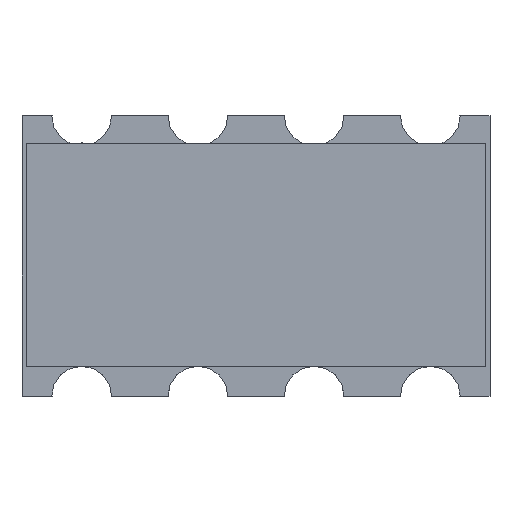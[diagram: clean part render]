
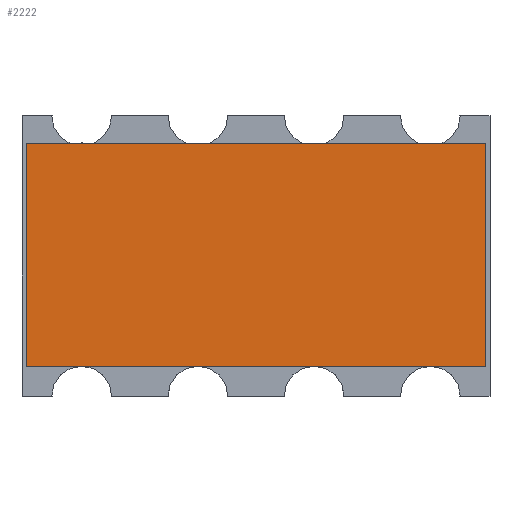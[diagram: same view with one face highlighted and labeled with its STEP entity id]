
A CAD part, top view. The second image highlights one B-rep face of the part: STEP entity #2222.
In plain terms, the highlighted planar face has unit normal (0, 0, 1).
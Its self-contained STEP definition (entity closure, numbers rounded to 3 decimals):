
#70 = DIRECTION ( 'NONE',  ( 0., 0., 1. ) ) ;
#122 = VERTEX_POINT ( 'NONE', #3263 ) ;
#237 = LINE ( 'NONE', #3366, #3133 ) ;
#306 = EDGE_CURVE ( 'NONE', #122, #481, #2462, .T. ) ;
#481 = VERTEX_POINT ( 'NONE', #1101 ) ;
#548 = ORIENTED_EDGE ( 'NONE', *, *, #619, .F. ) ;
#619 = EDGE_CURVE ( 'NONE', #481, #1746, #2085, .T. ) ;
#659 = LINE ( 'NONE', #1506, #2185 ) ;
#690 = PLANE ( 'NONE',  #1773 ) ;
#699 = VECTOR ( 'NONE', #3218, 1000. ) ;
#789 = DIRECTION ( 'NONE',  ( -1., 0., 0. ) ) ;
#951 = CARTESIAN_POINT ( 'NONE',  ( 1.581, -0.768, 0.5 ) ) ;
#1045 = VECTOR ( 'NONE', #2758, 1000. ) ;
#1101 = CARTESIAN_POINT ( 'NONE',  ( -1.581, 0.768, 0.5 ) ) ;
#1506 = CARTESIAN_POINT ( 'NONE',  ( 1.581, 0.768, 0.5 ) ) ;
#1746 = VERTEX_POINT ( 'NONE', #1809 ) ;
#1755 = EDGE_CURVE ( 'NONE', #1746, #2228, #659, .T. ) ;
#1773 = AXIS2_PLACEMENT_3D ( 'NONE', #3498, #70, #2404 ) ;
#1809 = CARTESIAN_POINT ( 'NONE',  ( 1.581, 0.768, 0.5 ) ) ;
#1819 = ORIENTED_EDGE ( 'NONE', *, *, #3277, .F. ) ;
#2085 = LINE ( 'NONE', #2943, #699 ) ;
#2185 = VECTOR ( 'NONE', #2669, 1000. ) ;
#2222 = ADVANCED_FACE ( 'NONE', ( #3232 ), #690, .T. ) ;
#2228 = VERTEX_POINT ( 'NONE', #951 ) ;
#2404 = DIRECTION ( 'NONE',  ( 1., 0., 0. ) ) ;
#2462 = LINE ( 'NONE', #3057, #1045 ) ;
#2511 = ORIENTED_EDGE ( 'NONE', *, *, #306, .F. ) ;
#2669 = DIRECTION ( 'NONE',  ( 0., -1., 0. ) ) ;
#2758 = DIRECTION ( 'NONE',  ( 0., 1., 0. ) ) ;
#2943 = CARTESIAN_POINT ( 'NONE',  ( -1.581, 0.768, 0.5 ) ) ;
#3057 = CARTESIAN_POINT ( 'NONE',  ( -1.581, -0.768, 0.5 ) ) ;
#3084 = EDGE_LOOP ( 'NONE', ( #3429, #548, #2511, #1819 ) ) ;
#3133 = VECTOR ( 'NONE', #789, 1000. ) ;
#3218 = DIRECTION ( 'NONE',  ( 1., 0., 0. ) ) ;
#3232 = FACE_OUTER_BOUND ( 'NONE', #3084, .T. ) ;
#3263 = CARTESIAN_POINT ( 'NONE',  ( -1.581, -0.768, 0.5 ) ) ;
#3277 = EDGE_CURVE ( 'NONE', #2228, #122, #237, .T. ) ;
#3366 = CARTESIAN_POINT ( 'NONE',  ( 1.581, -0.768, 0.5 ) ) ;
#3429 = ORIENTED_EDGE ( 'NONE', *, *, #1755, .F. ) ;
#3498 = CARTESIAN_POINT ( 'NONE',  ( -1.581, 0.768, 0.5 ) ) ;
